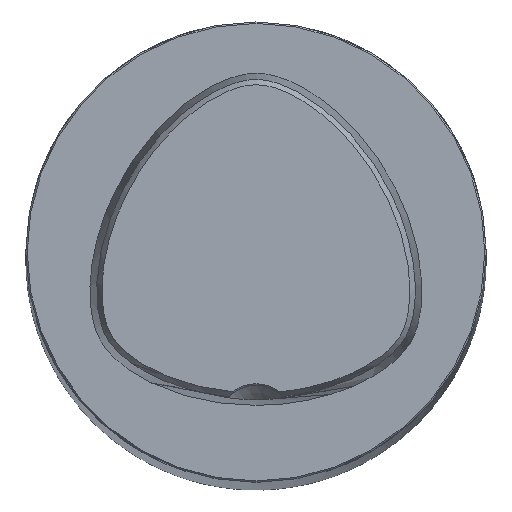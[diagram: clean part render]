
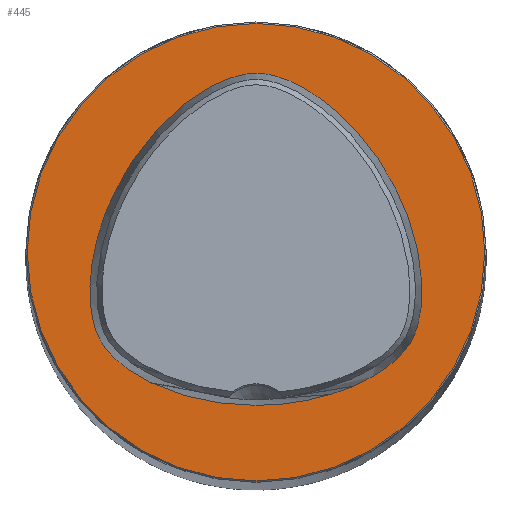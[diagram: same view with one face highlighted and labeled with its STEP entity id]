
A CAD part, top view. The second image highlights one B-rep face of the part: STEP entity #445.
In plain terms, the highlighted planar face has unit normal (0, 0, 1).
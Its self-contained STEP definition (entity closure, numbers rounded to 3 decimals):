
#350=B_SPLINE_CURVE_WITH_KNOTS('',3,(#2712,#2713,#2714,#2715,#2716,#2717,
#2718,#2719,#2720,#2721,#2722,#2723,#2724,#2725,#2726,#2727,#2728,#2729,
#2730,#2731,#2732,#2733,#2734,#2735,#2736,#2737,#2738,#2739,#2740,#2741,
#2742,#2743,#2744,#2745,#2746,#2747,#2748,#2749,#2750,#2751,#2752,#2753,
#2754,#2755,#2756,#2757,#2758,#2759,#2760,#2761,#2762,#2763,#2764,#2765,
#2766,#2767,#2768,#2769,#2770,#2771,#2772,#2773,#2774,#2775,#2776,#2777,
#2778,#2779,#2780,#2781,#2782,#2783,#2784,#2785,#2786,#2787,#2788,#2789,
#2790),.UNSPECIFIED.,.T.,.F.,(1,1,2,1,1,1,1,1,1,1,1,1,1,1,1,1,1,1,1,1,1,
1,1,1,1,1,1,1,1,1,1,1,1,1,1,1,1,1,1,1,1,1,1,1,1,1,1,1,1,1,1,1,1,1,1,1,1,
1,1,1,1,1,1,1,1,1,1,1,1,1,1,1,1,1,1,1,1,1,2,1,1),(-0.047,-0.031,0.,
0.031,0.047,0.063,0.078,0.094,0.109,0.125,0.133,0.141,
0.148,0.156,0.164,0.168,0.172,0.18,0.188,0.195,
0.203,0.211,0.219,0.234,0.25,0.266,0.281,0.313,0.344,
0.375,0.391,0.406,0.422,0.438,0.453,0.461,0.469,0.477,
0.484,0.492,0.5,0.508,0.516,0.523,0.531,0.539,0.547,
0.563,0.578,0.594,0.609,0.625,0.656,0.688,0.719,0.734,
0.75,0.766,0.781,0.789,0.797,0.805,0.813,0.82,0.828,
0.832,0.836,0.844,0.852,0.859,0.867,0.875,0.891,
0.906,0.922,0.938,0.953,0.969,1.,1.031,1.047),
 .UNSPECIFIED.);
#445=ADVANCED_FACE('CU_E_LO_SU_1',(#631,#632),#549,.T.);
#549=PLANE('',#1748);
#631=FACE_BOUND('',#722,.T.);
#632=FACE_BOUND('',#723,.T.);
#722=EDGE_LOOP('',(#919));
#723=EDGE_LOOP('',(#920));
#919=ORIENTED_EDGE('',*,*,#1482,.T.);
#920=ORIENTED_EDGE('',*,*,#1444,.T.);
#1291=VERTEX_POINT('',#2791);
#1327=VERTEX_POINT('',#3280);
#1444=EDGE_CURVE('',#1291,#1291,#350,.T.);
#1482=EDGE_CURVE('',#1327,#1327,#1649,.T.);
#1649=CIRCLE('',#1746,49.7);
#1746=AXIS2_PLACEMENT_3D('',#3279,#1943,#1944);
#1748=AXIS2_PLACEMENT_3D('',#3282,#1947,#1948);
#1943=DIRECTION('',(0.,0.,1.));
#1944=DIRECTION('',(1.,0.,0.));
#1947=DIRECTION('',(0.,0.,1.));
#1948=DIRECTION('',(1.,0.,0.));
#2712=CARTESIAN_POINT('',(2.358,-33.275,0.));
#2713=CARTESIAN_POINT('',(-2.358,-33.275,0.));
#2714=CARTESIAN_POINT('',(-5.899,-33.062,0.));
#2715=CARTESIAN_POINT('',(-10.564,-32.342,0.));
#2716=CARTESIAN_POINT('',(-14.022,-31.579,0.));
#2717=CARTESIAN_POINT('',(-17.421,-30.585,0.));
#2718=CARTESIAN_POINT('',(-20.741,-29.347,0.));
#2719=CARTESIAN_POINT('',(-23.953,-27.85,0.));
#2720=CARTESIAN_POINT('',(-26.508,-26.364,0.));
#2721=CARTESIAN_POINT('',(-28.446,-25.014,0.));
#2722=CARTESIAN_POINT('',(-29.836,-23.912,0.));
#2723=CARTESIAN_POINT('',(-31.143,-22.712,0.));
#2724=CARTESIAN_POINT('',(-32.342,-21.401,0.));
#2725=CARTESIAN_POINT('',(-33.217,-20.204,0.));
#2726=CARTESIAN_POINT('',(-33.821,-19.184,0.));
#2727=CARTESIAN_POINT('',(-34.357,-18.128,0.));
#2728=CARTESIAN_POINT('',(-34.902,-16.749,0.));
#2729=CARTESIAN_POINT('',(-35.385,-15.04,0.));
#2730=CARTESIAN_POINT('',(-35.726,-13.299,0.));
#2731=CARTESIAN_POINT('',(-35.948,-11.541,0.));
#2732=CARTESIAN_POINT('',(-36.064,-9.772,0.));
#2733=CARTESIAN_POINT('',(-36.095,-7.411,0.));
#2734=CARTESIAN_POINT('',(-35.922,-4.462,0.));
#2735=CARTESIAN_POINT('',(-35.423,-0.954,0.));
#2736=CARTESIAN_POINT('',(-34.665,2.506,0.));
#2737=CARTESIAN_POINT('',(-33.34,7.037,0.));
#2738=CARTESIAN_POINT('',(-31.139,12.522,0.));
#2739=CARTESIAN_POINT('',(-27.717,18.733,0.));
#2740=CARTESIAN_POINT('',(-24.263,23.527,0.));
#2741=CARTESIAN_POINT('',(-21.153,27.079,0.));
#2742=CARTESIAN_POINT('',(-18.649,29.584,0.));
#2743=CARTESIAN_POINT('',(-15.974,31.907,0.));
#2744=CARTESIAN_POINT('',(-13.129,34.018,0.));
#2745=CARTESIAN_POINT('',(-10.614,35.568,0.));
#2746=CARTESIAN_POINT('',(-8.514,36.651,0.));
#2747=CARTESIAN_POINT('',(-6.895,37.372,0.));
#2748=CARTESIAN_POINT('',(-5.231,37.986,0.));
#2749=CARTESIAN_POINT('',(-3.524,38.472,0.));
#2750=CARTESIAN_POINT('',(-1.776,38.797,0.));
#2751=CARTESIAN_POINT('',(0.,38.915,0.));
#2752=CARTESIAN_POINT('',(1.776,38.797,0.));
#2753=CARTESIAN_POINT('',(3.524,38.472,0.));
#2754=CARTESIAN_POINT('',(5.231,37.986,0.));
#2755=CARTESIAN_POINT('',(6.895,37.372,0.));
#2756=CARTESIAN_POINT('',(8.514,36.651,0.));
#2757=CARTESIAN_POINT('',(10.614,35.568,0.));
#2758=CARTESIAN_POINT('',(13.129,34.018,0.));
#2759=CARTESIAN_POINT('',(15.974,31.907,0.));
#2760=CARTESIAN_POINT('',(18.649,29.584,0.));
#2761=CARTESIAN_POINT('',(21.153,27.079,0.));
#2762=CARTESIAN_POINT('',(24.263,23.527,0.));
#2763=CARTESIAN_POINT('',(27.717,18.733,0.));
#2764=CARTESIAN_POINT('',(31.139,12.522,0.));
#2765=CARTESIAN_POINT('',(33.34,7.037,0.));
#2766=CARTESIAN_POINT('',(34.665,2.506,0.));
#2767=CARTESIAN_POINT('',(35.423,-0.954,0.));
#2768=CARTESIAN_POINT('',(35.922,-4.462,0.));
#2769=CARTESIAN_POINT('',(36.095,-7.411,0.));
#2770=CARTESIAN_POINT('',(36.064,-9.772,0.));
#2771=CARTESIAN_POINT('',(35.948,-11.54,0.));
#2772=CARTESIAN_POINT('',(35.726,-13.299,0.));
#2773=CARTESIAN_POINT('',(35.385,-15.04,0.));
#2774=CARTESIAN_POINT('',(34.902,-16.749,0.));
#2775=CARTESIAN_POINT('',(34.357,-18.128,0.));
#2776=CARTESIAN_POINT('',(33.821,-19.184,0.));
#2777=CARTESIAN_POINT('',(33.217,-20.204,0.));
#2778=CARTESIAN_POINT('',(32.342,-21.401,0.));
#2779=CARTESIAN_POINT('',(31.143,-22.712,0.));
#2780=CARTESIAN_POINT('',(29.836,-23.912,0.));
#2781=CARTESIAN_POINT('',(28.446,-25.014,0.));
#2782=CARTESIAN_POINT('',(26.508,-26.364,0.));
#2783=CARTESIAN_POINT('',(23.953,-27.85,0.));
#2784=CARTESIAN_POINT('',(20.741,-29.347,0.));
#2785=CARTESIAN_POINT('',(17.421,-30.585,0.));
#2786=CARTESIAN_POINT('',(14.022,-31.579,0.));
#2787=CARTESIAN_POINT('',(10.564,-32.342,0.));
#2788=CARTESIAN_POINT('',(5.899,-33.062,0.));
#2789=CARTESIAN_POINT('',(2.358,-33.275,0.));
#2790=CARTESIAN_POINT('',(-2.358,-33.275,0.));
#2791=CARTESIAN_POINT('',(0.,-33.275,0.));
#3279=CARTESIAN_POINT('',(0.,0.,0.));
#3280=CARTESIAN_POINT('',(49.7,0.,0.));
#3282=CARTESIAN_POINT('',(0.,-40.707,0.));
